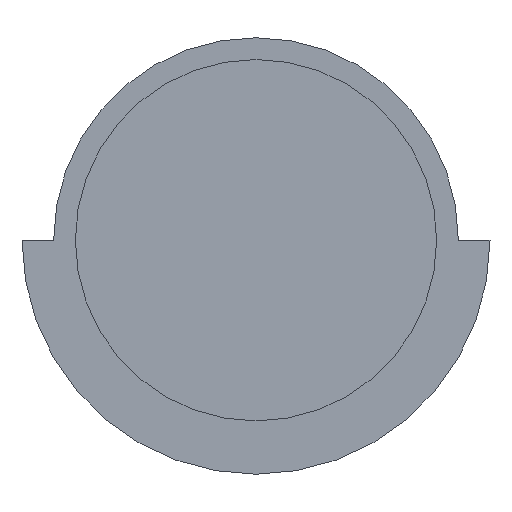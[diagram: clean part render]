
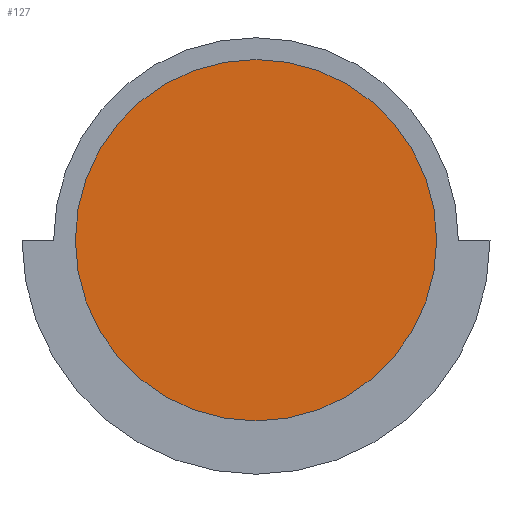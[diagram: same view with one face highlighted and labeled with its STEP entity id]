
A CAD part, front view. The second image highlights one B-rep face of the part: STEP entity #127.
In plain terms, the highlighted planar face has unit normal (0, -1, 0).
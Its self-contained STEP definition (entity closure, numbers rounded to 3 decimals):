
#20=PLANE('',#155);
#28=FACE_OUTER_BOUND('',#37,.T.);
#37=EDGE_LOOP('',(#116));
#59=CIRCLE('',#148,8.3);
#71=VERTEX_POINT('',#219);
#84=EDGE_CURVE('',#71,#71,#59,.T.);
#116=ORIENTED_EDGE('',*,*,#84,.F.);
#127=ADVANCED_FACE('',(#28),#20,.F.);
#148=AXIS2_PLACEMENT_3D('',#221,#179,#180);
#155=AXIS2_PLACEMENT_3D('',#228,#193,#194);
#179=DIRECTION('center_axis',(0.,1.,0.));
#180=DIRECTION('ref_axis',(1.,0.,0.));
#193=DIRECTION('center_axis',(0.,1.,0.));
#194=DIRECTION('ref_axis',(-1.,0.,0.));
#219=CARTESIAN_POINT('',(-8.3,2.3,0.));
#221=CARTESIAN_POINT('Origin',(0.,2.3,0.));
#228=CARTESIAN_POINT('Origin',(0.,2.3,0.));
